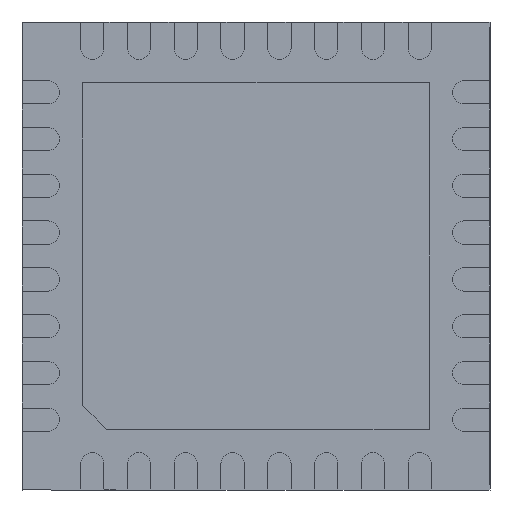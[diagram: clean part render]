
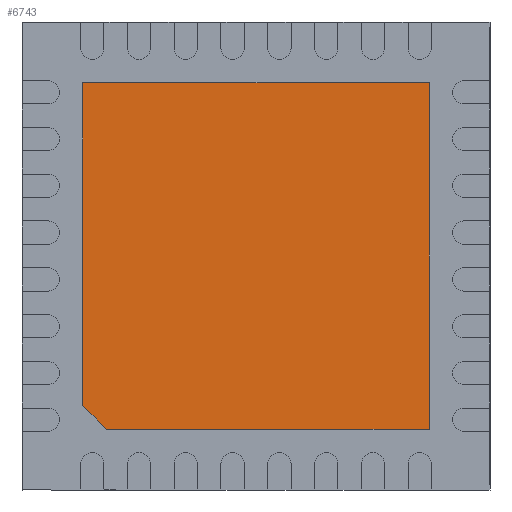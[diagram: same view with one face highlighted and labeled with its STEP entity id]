
A CAD part, front view. The second image highlights one B-rep face of the part: STEP entity #6743.
In plain terms, the highlighted planar face has unit normal (0, -1, 0).
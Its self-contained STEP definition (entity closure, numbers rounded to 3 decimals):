
#29 = EDGE_CURVE ( 'NONE', #6771, #5763, #8482, .T. ) ;
#165 = DIRECTION ( 'NONE',  ( 0., 0., -1. ) ) ;
#276 = DIRECTION ( 'NONE',  ( 0., -1., 0. ) ) ;
#278 = DIRECTION ( 'NONE',  ( 0., 0., -1. ) ) ;
#313 = VERTEX_POINT ( 'NONE', #2262 ) ;
#645 = EDGE_CURVE ( 'NONE', #313, #6771, #8634, .T. ) ;
#675 = LINE ( 'NONE', #4883, #4238 ) ;
#844 = DIRECTION ( 'NONE',  ( 1., 0., 0. ) ) ;
#947 = CARTESIAN_POINT ( 'NONE',  ( 1.85, 0., 1.85 ) ) ;
#1327 = DIRECTION ( 'NONE',  ( 0., 0., 1. ) ) ;
#1683 = VECTOR ( 'NONE', #278, 1000. ) ;
#2262 = CARTESIAN_POINT ( 'NONE',  ( -1.85, 0., 1.85 ) ) ;
#2655 = CARTESIAN_POINT ( 'NONE',  ( -1.85, 0., -1.6 ) ) ;
#2866 = EDGE_CURVE ( 'NONE', #4313, #7277, #3577, .T. ) ;
#3020 = CARTESIAN_POINT ( 'NONE',  ( 1.85, 0., 1.85 ) ) ;
#3159 = ORIENTED_EDGE ( 'NONE', *, *, #10370, .T. ) ;
#3388 = DIRECTION ( 'NONE',  ( 0.707, 0., -0.707 ) ) ;
#3467 = CARTESIAN_POINT ( 'NONE',  ( 1.85, 0., -1.85 ) ) ;
#3577 = LINE ( 'NONE', #8614, #7819 ) ;
#4160 = CARTESIAN_POINT ( 'NONE',  ( -1.725, 0., -1.725 ) ) ;
#4238 = VECTOR ( 'NONE', #844, 1000. ) ;
#4313 = VERTEX_POINT ( 'NONE', #3467 ) ;
#4333 = ORIENTED_EDGE ( 'NONE', *, *, #8491, .T. ) ;
#4594 = EDGE_LOOP ( 'NONE', ( #10496, #10429, #4333, #9730, #3159 ) ) ;
#4883 = CARTESIAN_POINT ( 'NONE',  ( 1.85, 0., -1.85 ) ) ;
#5323 = LINE ( 'NONE', #947, #8892 ) ;
#5628 = CARTESIAN_POINT ( 'NONE',  ( -1.6, 0., -1.85 ) ) ;
#5763 = VERTEX_POINT ( 'NONE', #5628 ) ;
#5982 = DIRECTION ( 'NONE',  ( -1., 0., 0. ) ) ;
#6743 = ADVANCED_FACE ( 'NONE', ( #6804 ), #10190, .T. ) ;
#6771 = VERTEX_POINT ( 'NONE', #2655 ) ;
#6804 = FACE_OUTER_BOUND ( 'NONE', #4594, .T. ) ;
#7277 = VERTEX_POINT ( 'NONE', #3020 ) ;
#7492 = AXIS2_PLACEMENT_3D ( 'NONE', #9342, #276, #165 ) ;
#7819 = VECTOR ( 'NONE', #1327, 1000. ) ;
#8482 = LINE ( 'NONE', #4160, #10079 ) ;
#8491 = EDGE_CURVE ( 'NONE', #5763, #4313, #675, .T. ) ;
#8614 = CARTESIAN_POINT ( 'NONE',  ( 1.85, 0., -1.85 ) ) ;
#8634 = LINE ( 'NONE', #9402, #1683 ) ;
#8892 = VECTOR ( 'NONE', #5982, 1000. ) ;
#9342 = CARTESIAN_POINT ( 'NONE',  ( 0., 0., 0. ) ) ;
#9402 = CARTESIAN_POINT ( 'NONE',  ( -1.85, 0., -1.85 ) ) ;
#9730 = ORIENTED_EDGE ( 'NONE', *, *, #2866, .T. ) ;
#10079 = VECTOR ( 'NONE', #3388, 1000. ) ;
#10190 = PLANE ( 'NONE',  #7492 ) ;
#10370 = EDGE_CURVE ( 'NONE', #7277, #313, #5323, .T. ) ;
#10429 = ORIENTED_EDGE ( 'NONE', *, *, #29, .T. ) ;
#10496 = ORIENTED_EDGE ( 'NONE', *, *, #645, .T. ) ;
